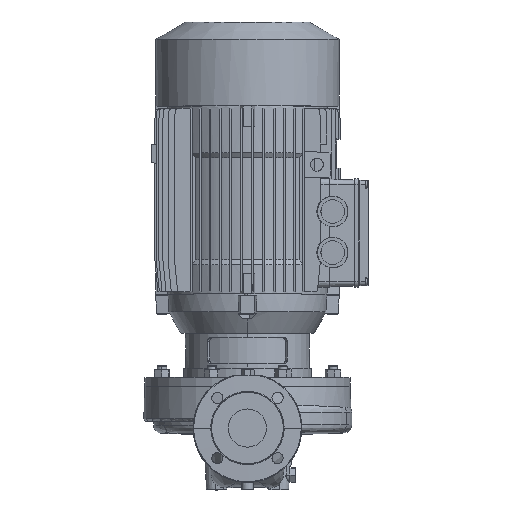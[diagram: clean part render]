
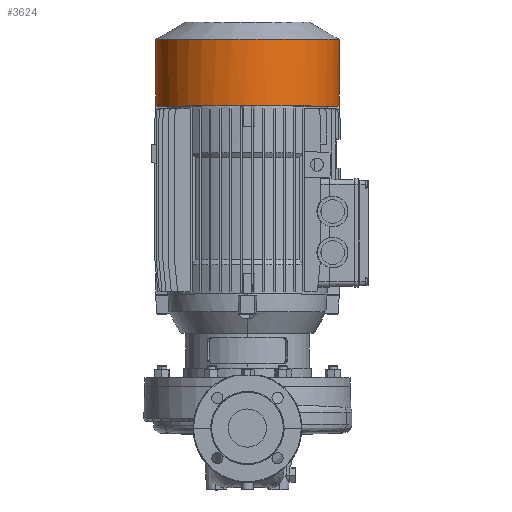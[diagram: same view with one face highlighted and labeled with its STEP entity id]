
A CAD part, top view. The second image highlights one B-rep face of the part: STEP entity #3624.
In plain terms, the highlighted cylindrical face has radius 156 mm (diameter 312 mm), a partial arc.
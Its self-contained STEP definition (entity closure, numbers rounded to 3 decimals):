
#1109 = VERTEX_POINT ( 'NONE', #114305 ) ;
#1635 = CIRCLE ( 'NONE', #28196, 156. ) ;
#3624 = ADVANCED_FACE ( 'NONE', ( #109723 ), #97963, .T. ) ;
#4378 = EDGE_CURVE ( 'NONE', #100237, #97478, #16495, .T. ) ;
#11102 = DIRECTION ( 'NONE',  ( 0., 1., 0. ) ) ;
#11412 = DIRECTION ( 'NONE',  ( 0., 1., 0. ) ) ;
#14328 = AXIS2_PLACEMENT_3D ( 'NONE', #74223, #127019, #31809 ) ;
#16495 = CIRCLE ( 'NONE', #14328, 156. ) ;
#17679 = CARTESIAN_POINT ( 'NONE',  ( 0., -156., -160. ) ) ;
#18584 = AXIS2_PLACEMENT_3D ( 'NONE', #99987, #78458, #131268 ) ;
#19128 = EDGE_CURVE ( 'NONE', #46883, #28644, #100117, .T. ) ;
#22239 = CARTESIAN_POINT ( 'NONE',  ( -155.836, -7.155, -160. ) ) ;
#24531 = CARTESIAN_POINT ( 'NONE',  ( -155.836, 7.155, -160. ) ) ;
#24551 = ORIENTED_EDGE ( 'NONE', *, *, #123433, .T. ) ;
#24555 = CARTESIAN_POINT ( 'NONE',  ( 0., 0., -160. ) ) ;
#28196 = AXIS2_PLACEMENT_3D ( 'NONE', #125056, #116010, #39602 ) ;
#28644 = VERTEX_POINT ( 'NONE', #93317 ) ;
#28910 = CARTESIAN_POINT ( 'NONE',  ( 0., 0., -160. ) ) ;
#31809 = DIRECTION ( 'NONE',  ( 0., 1., 0. ) ) ;
#34151 = VERTEX_POINT ( 'NONE', #63229 ) ;
#34260 = EDGE_CURVE ( 'NONE', #46883, #34151, #1635, .T. ) ;
#35421 = ORIENTED_EDGE ( 'NONE', *, *, #19128, .F. ) ;
#35723 = DIRECTION ( 'NONE',  ( 0., 0., -1. ) ) ;
#36203 = EDGE_LOOP ( 'NONE', ( #35421, #59012, #64525, #126255, #102308, #116751, #40150, #24551, #47184 ) ) ;
#38648 = DIRECTION ( 'NONE',  ( 0., 1., 0. ) ) ;
#39602 = DIRECTION ( 'NONE',  ( 0., 1., 0. ) ) ;
#40150 = ORIENTED_EDGE ( 'NONE', *, *, #88915, .T. ) ;
#43410 = AXIS2_PLACEMENT_3D ( 'NONE', #130933, #35723, #112094 ) ;
#46883 = VERTEX_POINT ( 'NONE', #17679 ) ;
#47184 = ORIENTED_EDGE ( 'NONE', *, *, #82460, .F. ) ;
#50170 = VERTEX_POINT ( 'NONE', #100951 ) ;
#56397 = AXIS2_PLACEMENT_3D ( 'NONE', #95872, #106296, #11102 ) ;
#59012 = ORIENTED_EDGE ( 'NONE', *, *, #34260, .T. ) ;
#63229 = CARTESIAN_POINT ( 'NONE',  ( -7.155, -155.836, -160. ) ) ;
#64251 = DIRECTION ( 'NONE',  ( 0., 0., -1. ) ) ;
#64525 = ORIENTED_EDGE ( 'NONE', *, *, #66881, .T. ) ;
#65722 = EDGE_CURVE ( 'NONE', #137168, #100237, #80013, .T. ) ;
#66881 = EDGE_CURVE ( 'NONE', #34151, #137168, #128952, .T. ) ;
#71633 = CARTESIAN_POINT ( 'NONE',  ( 0., 0., -160. ) ) ;
#72328 = DIRECTION ( 'NONE',  ( 0., 0., -1. ) ) ;
#74223 = CARTESIAN_POINT ( 'NONE',  ( 0., 0., -160. ) ) ;
#74562 = DIRECTION ( 'NONE',  ( 0., 0., -1. ) ) ;
#77850 = AXIS2_PLACEMENT_3D ( 'NONE', #28910, #133158, #38648 ) ;
#78458 = DIRECTION ( 'NONE',  ( 0., 0., -1. ) ) ;
#79091 = CARTESIAN_POINT ( 'NONE',  ( -156., 0., -160. ) ) ;
#79393 = VECTOR ( 'NONE', #74562, 1000. ) ;
#80013 = CIRCLE ( 'NONE', #77850, 156. ) ;
#82460 = EDGE_CURVE ( 'NONE', #28644, #50170, #103293, .T. ) ;
#82747 = CARTESIAN_POINT ( 'NONE',  ( 0., 156., -160. ) ) ;
#83449 = DIRECTION ( 'NONE',  ( 0., 1., 0. ) ) ;
#88236 = CIRCLE ( 'NONE', #130392, 156. ) ;
#88896 = VERTEX_POINT ( 'NONE', #82747 ) ;
#88915 = EDGE_CURVE ( 'NONE', #1109, #88896, #88236, .T. ) ;
#93317 = CARTESIAN_POINT ( 'NONE',  ( 0., -156., -273.555 ) ) ;
#95405 = LINE ( 'NONE', #128051, #79393 ) ;
#95872 = CARTESIAN_POINT ( 'NONE',  ( 0., 0., -160. ) ) ;
#97478 = VERTEX_POINT ( 'NONE', #24531 ) ;
#97963 = CYLINDRICAL_SURFACE ( 'NONE', #18584, 156. ) ;
#99987 = CARTESIAN_POINT ( 'NONE',  ( 0., 0., -301.5 ) ) ;
#100117 = LINE ( 'NONE', #132075, #116416 ) ;
#100237 = VERTEX_POINT ( 'NONE', #79091 ) ;
#100951 = CARTESIAN_POINT ( 'NONE',  ( 0., 156., -273.555 ) ) ;
#102308 = ORIENTED_EDGE ( 'NONE', *, *, #4378, .T. ) ;
#103293 = CIRCLE ( 'NONE', #43410, 156. ) ;
#106296 = DIRECTION ( 'NONE',  ( 0., 0., -1. ) ) ;
#107696 = CIRCLE ( 'NONE', #56397, 156. ) ;
#109723 = FACE_OUTER_BOUND ( 'NONE', #36203, .T. ) ;
#110071 = EDGE_CURVE ( 'NONE', #97478, #1109, #107696, .T. ) ;
#111885 = DIRECTION ( 'NONE',  ( 0., 0., -1. ) ) ;
#112094 = DIRECTION ( 'NONE',  ( 0., 1., 0. ) ) ;
#114305 = CARTESIAN_POINT ( 'NONE',  ( -7.155, 155.836, -160. ) ) ;
#116010 = DIRECTION ( 'NONE',  ( 0., 0., -1. ) ) ;
#116416 = VECTOR ( 'NONE', #111885, 1000. ) ;
#116751 = ORIENTED_EDGE ( 'NONE', *, *, #110071, .T. ) ;
#122264 = AXIS2_PLACEMENT_3D ( 'NONE', #24555, #64251, #11412 ) ;
#123433 = EDGE_CURVE ( 'NONE', #88896, #50170, #95405, .T. ) ;
#125056 = CARTESIAN_POINT ( 'NONE',  ( 0., 0., -160. ) ) ;
#126255 = ORIENTED_EDGE ( 'NONE', *, *, #65722, .T. ) ;
#127019 = DIRECTION ( 'NONE',  ( 0., 0., -1. ) ) ;
#128051 = CARTESIAN_POINT ( 'NONE',  ( 0., 156., -301.5 ) ) ;
#128952 = CIRCLE ( 'NONE', #122264, 156. ) ;
#130392 = AXIS2_PLACEMENT_3D ( 'NONE', #71633, #72328, #83449 ) ;
#130933 = CARTESIAN_POINT ( 'NONE',  ( 0., 0., -273.555 ) ) ;
#131268 = DIRECTION ( 'NONE',  ( 0., 1., 0. ) ) ;
#132075 = CARTESIAN_POINT ( 'NONE',  ( 0., -156., -301.5 ) ) ;
#133158 = DIRECTION ( 'NONE',  ( 0., 0., -1. ) ) ;
#137168 = VERTEX_POINT ( 'NONE', #22239 ) ;
